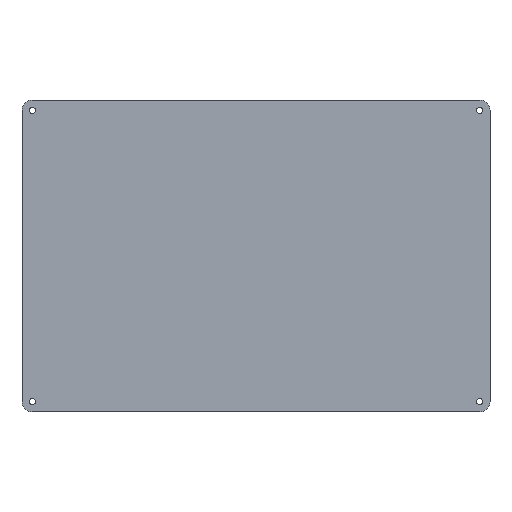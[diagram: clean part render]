
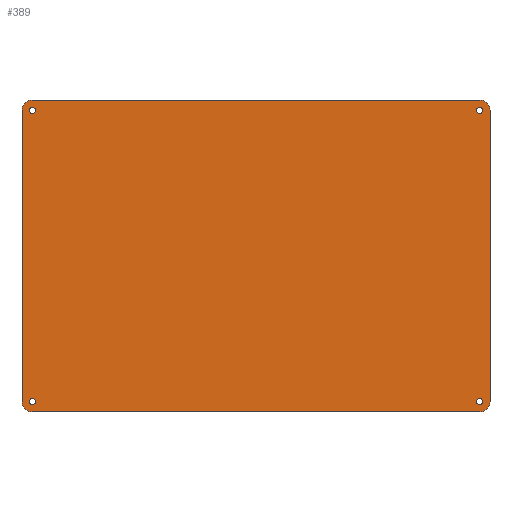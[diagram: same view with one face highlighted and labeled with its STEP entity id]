
A CAD part, front view. The second image highlights one B-rep face of the part: STEP entity #389.
In plain terms, the highlighted planar face has unit normal (0, -1, 0).
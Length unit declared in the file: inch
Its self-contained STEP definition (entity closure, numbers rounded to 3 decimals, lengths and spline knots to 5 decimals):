
#2 = VECTOR ( 'NONE', #480, 39.37008 ) ;
#6 = EDGE_CURVE ( 'NONE', #220, #458, #143, .T. ) ;
#8 = LINE ( 'NONE', #557, #312 ) ;
#9 = CIRCLE ( 'NONE', #365, 0.11811 ) ;
#13 = EDGE_CURVE ( 'NONE', #342, #203, #586, .T. ) ;
#18 = ORIENTED_EDGE ( 'NONE', *, *, #548, .F. ) ;
#19 = CARTESIAN_POINT ( 'NONE',  ( 17.32283, 0.07874, 11.41732 ) ) ;
#20 = CARTESIAN_POINT ( 'NONE',  ( 17.71654, 0.07874, 11.41732 ) ) ;
#25 = DIRECTION ( 'NONE',  ( 0., -1., 0. ) ) ;
#27 = ORIENTED_EDGE ( 'NONE', *, *, #13, .F. ) ;
#28 = DIRECTION ( 'NONE',  ( 1., 0., 0. ) ) ;
#31 = CARTESIAN_POINT ( 'NONE',  ( 17.32283, 0.07874, 11.41732 ) ) ;
#33 = CARTESIAN_POINT ( 'NONE',  ( 17.32283, 0.07874, 11.41732 ) ) ;
#34 = DIRECTION ( 'NONE',  ( 0., -1., 0. ) ) ;
#52 = CARTESIAN_POINT ( 'NONE',  ( 17.71654, 0.07874, 0.3937 ) ) ;
#53 = ORIENTED_EDGE ( 'NONE', *, *, #393, .F. ) ;
#67 = LINE ( 'NONE', #374, #427 ) ;
#69 = EDGE_LOOP ( 'NONE', ( #123, #349, #198, #513, #179, #566, #187, #27 ) ) ;
#71 = DIRECTION ( 'NONE',  ( 0., 0., 1. ) ) ;
#72 = EDGE_LOOP ( 'NONE', ( #53, #570 ) ) ;
#74 = DIRECTION ( 'NONE',  ( 0., 0., 1. ) ) ;
#75 = FACE_BOUND ( 'NONE', #510, .T. ) ;
#87 = DIRECTION ( 'NONE',  ( 0., 1., 0. ) ) ;
#93 = CIRCLE ( 'NONE', #539, 0.11811 ) ;
#97 = VERTEX_POINT ( 'NONE', #519 ) ;
#103 = VERTEX_POINT ( 'NONE', #447 ) ;
#106 = AXIS2_PLACEMENT_3D ( 'NONE', #33, #498, #74 ) ;
#110 = CARTESIAN_POINT ( 'NONE',  ( 0.3937, 0.07874, 11.53543 ) ) ;
#118 = CIRCLE ( 'NONE', #146, 0.11811 ) ;
#119 = EDGE_CURVE ( 'NONE', #103, #134, #194, .T. ) ;
#122 = FACE_OUTER_BOUND ( 'NONE', #69, .T. ) ;
#123 = ORIENTED_EDGE ( 'NONE', *, *, #299, .F. ) ;
#126 = DIRECTION ( 'NONE',  ( 0., 0., 1. ) ) ;
#131 = CARTESIAN_POINT ( 'NONE',  ( 17.32283, 0.07874, 0.3937 ) ) ;
#133 = LINE ( 'NONE', #629, #2 ) ;
#134 = VERTEX_POINT ( 'NONE', #202 ) ;
#143 = CIRCLE ( 'NONE', #229, 0.11811 ) ;
#146 = AXIS2_PLACEMENT_3D ( 'NONE', #358, #211, #247 ) ;
#149 = VERTEX_POINT ( 'NONE', #449 ) ;
#152 = CARTESIAN_POINT ( 'NONE',  ( 0.3937, 0.07874, 0.3937 ) ) ;
#165 = AXIS2_PLACEMENT_3D ( 'NONE', #471, #525, #264 ) ;
#166 = ORIENTED_EDGE ( 'NONE', *, *, #237, .F. ) ;
#168 = FACE_BOUND ( 'NONE', #494, .T. ) ;
#171 = VERTEX_POINT ( 'NONE', #110 ) ;
#174 = VERTEX_POINT ( 'NONE', #52 ) ;
#177 = VECTOR ( 'NONE', #274, 39.37008 ) ;
#179 = ORIENTED_EDGE ( 'NONE', *, *, #261, .F. ) ;
#180 = CARTESIAN_POINT ( 'NONE',  ( 17.32283, 0.07874, 0.3937 ) ) ;
#187 = ORIENTED_EDGE ( 'NONE', *, *, #440, .F. ) ;
#190 = DIRECTION ( 'NONE',  ( 0., 0., 1. ) ) ;
#192 = CARTESIAN_POINT ( 'NONE',  ( 0.3937, 0.07874, 0. ) ) ;
#194 = CIRCLE ( 'NONE', #231, 0.11811 ) ;
#195 = AXIS2_PLACEMENT_3D ( 'NONE', #328, #523, #475 ) ;
#198 = ORIENTED_EDGE ( 'NONE', *, *, #343, .F. ) ;
#202 = CARTESIAN_POINT ( 'NONE',  ( 17.32283, 0.07874, 0.51181 ) ) ;
#203 = VERTEX_POINT ( 'NONE', #20 ) ;
#209 = EDGE_CURVE ( 'NONE', #97, #465, #562, .T. ) ;
#211 = DIRECTION ( 'NONE',  ( 0., -1., 0. ) ) ;
#213 = EDGE_CURVE ( 'NONE', #174, #609, #236, .T. ) ;
#215 = FACE_BOUND ( 'NONE', #345, .T. ) ;
#220 = VERTEX_POINT ( 'NONE', #549 ) ;
#227 = CARTESIAN_POINT ( 'NONE',  ( 0.3937, 0.07874, 11.29921 ) ) ;
#229 = AXIS2_PLACEMENT_3D ( 'NONE', #19, #403, #568 ) ;
#231 = AXIS2_PLACEMENT_3D ( 'NONE', #180, #372, #572 ) ;
#236 = CIRCLE ( 'NONE', #589, 0.3937 ) ;
#237 = EDGE_CURVE ( 'NONE', #171, #613, #118, .T. ) ;
#239 = DIRECTION ( 'NONE',  ( 0., -1., 0. ) ) ;
#245 = CARTESIAN_POINT ( 'NONE',  ( 17.32283, 0.07874, 0.3937 ) ) ;
#247 = DIRECTION ( 'NONE',  ( 0., 0., 1. ) ) ;
#261 = EDGE_CURVE ( 'NONE', #609, #461, #8, .T. ) ;
#264 = DIRECTION ( 'NONE',  ( 0., 0., 1. ) ) ;
#268 = ORIENTED_EDGE ( 'NONE', *, *, #209, .F. ) ;
#274 = DIRECTION ( 'NONE',  ( 0., 0., 1. ) ) ;
#277 = CARTESIAN_POINT ( 'NONE',  ( 17.32283, 0.07874, 11.81102 ) ) ;
#282 = CARTESIAN_POINT ( 'NONE',  ( 0.3937, 0.07874, 0.3937 ) ) ;
#283 = CARTESIAN_POINT ( 'NONE',  ( 0.3937, 0.07874, 11.41732 ) ) ;
#285 = CIRCLE ( 'NONE', #477, 0.11811 ) ;
#287 = CARTESIAN_POINT ( 'NONE',  ( 17.32283, 0.07874, 0. ) ) ;
#299 = EDGE_CURVE ( 'NONE', #149, #342, #67, .T. ) ;
#310 = ORIENTED_EDGE ( 'NONE', *, *, #344, .F. ) ;
#311 = DIRECTION ( 'NONE',  ( -1., 0., 0. ) ) ;
#312 = VECTOR ( 'NONE', #311, 39.37008 ) ;
#328 = CARTESIAN_POINT ( 'NONE',  ( 0.3937, 0.07874, 0.3937 ) ) ;
#335 = DIRECTION ( 'NONE',  ( 0., 0., 1. ) ) ;
#342 = VERTEX_POINT ( 'NONE', #277 ) ;
#343 = EDGE_CURVE ( 'NONE', #489, #625, #569, .T. ) ;
#344 = EDGE_CURVE ( 'NONE', #134, #103, #9, .T. ) ;
#345 = EDGE_LOOP ( 'NONE', ( #166, #601 ) ) ;
#347 = DIRECTION ( 'NONE',  ( 0., 0., 1. ) ) ;
#349 = ORIENTED_EDGE ( 'NONE', *, *, #578, .F. ) ;
#358 = CARTESIAN_POINT ( 'NONE',  ( 0.3937, 0.07874, 11.41732 ) ) ;
#365 = AXIS2_PLACEMENT_3D ( 'NONE', #131, #34, #126 ) ;
#372 = DIRECTION ( 'NONE',  ( 0., -1., 0. ) ) ;
#374 = CARTESIAN_POINT ( 'NONE',  ( 0., 0.07874, 11.81102 ) ) ;
#383 = DIRECTION ( 'NONE',  ( 0., 0., 1. ) ) ;
#389 = ADVANCED_FACE ( 'NONE', ( #168, #75, #215, #564, #122 ), #516, .F. ) ;
#393 = EDGE_CURVE ( 'NONE', #458, #220, #439, .T. ) ;
#403 = DIRECTION ( 'NONE',  ( 0., -1., 0. ) ) ;
#419 = CARTESIAN_POINT ( 'NONE',  ( 0., 0.07874, 11.41732 ) ) ;
#427 = VECTOR ( 'NONE', #28, 39.37008 ) ;
#430 = AXIS2_PLACEMENT_3D ( 'NONE', #152, #592, #490 ) ;
#433 = CARTESIAN_POINT ( 'NONE',  ( 0.3937, 0.07874, 0.27559 ) ) ;
#434 = CARTESIAN_POINT ( 'NONE',  ( 0.3937, 0.07874, 11.41732 ) ) ;
#439 = CIRCLE ( 'NONE', #553, 0.11811 ) ;
#440 = EDGE_CURVE ( 'NONE', #203, #174, #133, .T. ) ;
#447 = CARTESIAN_POINT ( 'NONE',  ( 17.32283, 0.07874, 0.27559 ) ) ;
#449 = CARTESIAN_POINT ( 'NONE',  ( 0.3937, 0.07874, 11.81102 ) ) ;
#458 = VERTEX_POINT ( 'NONE', #535 ) ;
#461 = VERTEX_POINT ( 'NONE', #192 ) ;
#465 = VERTEX_POINT ( 'NONE', #433 ) ;
#471 = CARTESIAN_POINT ( 'NONE',  ( 0., 0.07874, 0. ) ) ;
#474 = CARTESIAN_POINT ( 'NONE',  ( 0., 0.07874, 0. ) ) ;
#475 = DIRECTION ( 'NONE',  ( 0., 0., 1. ) ) ;
#476 = CARTESIAN_POINT ( 'NONE',  ( 0., 0.07874, 0.3937 ) ) ;
#477 = AXIS2_PLACEMENT_3D ( 'NONE', #282, #239, #190 ) ;
#480 = DIRECTION ( 'NONE',  ( 0., 0., -1. ) ) ;
#483 = DIRECTION ( 'NONE',  ( 0., -1., 0. ) ) ;
#486 = EDGE_CURVE ( 'NONE', #613, #171, #93, .T. ) ;
#487 = ORIENTED_EDGE ( 'NONE', *, *, #119, .F. ) ;
#489 = VERTEX_POINT ( 'NONE', #476 ) ;
#490 = DIRECTION ( 'NONE',  ( 0., 0., 1. ) ) ;
#494 = EDGE_LOOP ( 'NONE', ( #268, #18 ) ) ;
#498 = DIRECTION ( 'NONE',  ( 0., 1., 0. ) ) ;
#510 = EDGE_LOOP ( 'NONE', ( #310, #487 ) ) ;
#513 = ORIENTED_EDGE ( 'NONE', *, *, #558, .F. ) ;
#516 = PLANE ( 'NONE',  #165 ) ;
#519 = CARTESIAN_POINT ( 'NONE',  ( 0.3937, 0.07874, 0.51181 ) ) ;
#523 = DIRECTION ( 'NONE',  ( 0., 1., 0. ) ) ;
#525 = DIRECTION ( 'NONE',  ( 0., 1., 0. ) ) ;
#535 = CARTESIAN_POINT ( 'NONE',  ( 17.32283, 0.07874, 11.53543 ) ) ;
#539 = AXIS2_PLACEMENT_3D ( 'NONE', #283, #483, #383 ) ;
#543 = DIRECTION ( 'NONE',  ( 0., 1., 0. ) ) ;
#548 = EDGE_CURVE ( 'NONE', #465, #97, #285, .T. ) ;
#549 = CARTESIAN_POINT ( 'NONE',  ( 17.32283, 0.07874, 11.29921 ) ) ;
#553 = AXIS2_PLACEMENT_3D ( 'NONE', #31, #25, #71 ) ;
#557 = CARTESIAN_POINT ( 'NONE',  ( 0., 0.07874, 0. ) ) ;
#558 = EDGE_CURVE ( 'NONE', #461, #489, #617, .T. ) ;
#559 = CIRCLE ( 'NONE', #606, 0.3937 ) ;
#562 = CIRCLE ( 'NONE', #430, 0.11811 ) ;
#564 = FACE_BOUND ( 'NONE', #72, .T. ) ;
#566 = ORIENTED_EDGE ( 'NONE', *, *, #213, .F. ) ;
#568 = DIRECTION ( 'NONE',  ( 0., 0., 1. ) ) ;
#569 = LINE ( 'NONE', #474, #177 ) ;
#570 = ORIENTED_EDGE ( 'NONE', *, *, #6, .F. ) ;
#572 = DIRECTION ( 'NONE',  ( 0., 0., 1. ) ) ;
#578 = EDGE_CURVE ( 'NONE', #625, #149, #559, .T. ) ;
#586 = CIRCLE ( 'NONE', #106, 0.3937 ) ;
#589 = AXIS2_PLACEMENT_3D ( 'NONE', #245, #543, #347 ) ;
#592 = DIRECTION ( 'NONE',  ( 0., -1., 0. ) ) ;
#601 = ORIENTED_EDGE ( 'NONE', *, *, #486, .F. ) ;
#606 = AXIS2_PLACEMENT_3D ( 'NONE', #434, #87, #335 ) ;
#609 = VERTEX_POINT ( 'NONE', #287 ) ;
#613 = VERTEX_POINT ( 'NONE', #227 ) ;
#617 = CIRCLE ( 'NONE', #195, 0.3937 ) ;
#625 = VERTEX_POINT ( 'NONE', #419 ) ;
#629 = CARTESIAN_POINT ( 'NONE',  ( 17.71654, 0.07874, 0. ) ) ;
